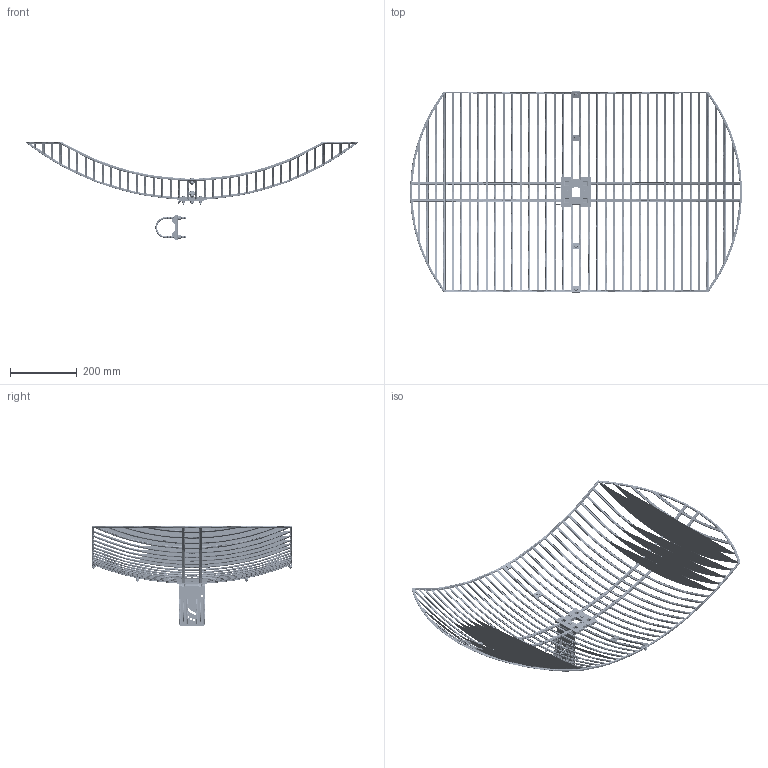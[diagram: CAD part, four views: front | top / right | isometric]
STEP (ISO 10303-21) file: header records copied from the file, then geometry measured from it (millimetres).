
FILE_DESCRIPTION (( 'STEP AP214' ), '1' );
FILE_NAME ('HGGH-10.STEP', '2012-11-08T21:13:34', ( 'x' ), ( '' ), 'SwSTEP 2.0', 'SolidWorks 2012', '' );
FILE_SCHEMA (( 'AUTOMOTIVE_DESIGN' ));
Length unit declared in the file: inch
Products named in the file (9): Grid-1_LockWasher; Grid-1_hexnut; Grid-1_FlatWasher; .25-20x1.0 Bolt-hex; .25-20x.6 Bolt-hex; HGGH-10_Ubolt; HGGH-10_Swivel-L-Bracket; Grid-1; HGGH-10
Assembly tree (36 placements, depth 2):
  HGGH-10
    Grid-1
    HGGH-10_Swivel-L-Bracket
    HGGH-10_Ubolt  x2
    .25-20x.6 Bolt-hex  x4
    .25-20x1.0 Bolt-hex  x4
    Grid-1_FlatWasher  x8
    Grid-1_hexnut  x8
    Grid-1_LockWasher  x8
Bounding box: 992.49 x 601.41 x 297.77 mm (x, y, z)
Volume: 829112.6 mm3; surface area: 620837 mm2
Topology: 72 solids, 72 shells, 4273 faces, 9528 edges, 5170 vertices
Faces by surface type: cone 2200, bspline 784, plane 655, cylinder 424, torus 210
Entity records: 105103 total; most frequent: CARTESIAN_POINT 30253, ORIENTED_EDGE 10872, DIRECTION 10379, EDGE_CURVE 5436, AXIS2_PLACEMENT_3D 4240, VERTEX_POINT 3076, CIRCLE 2546, EDGE_LOOP 2536
